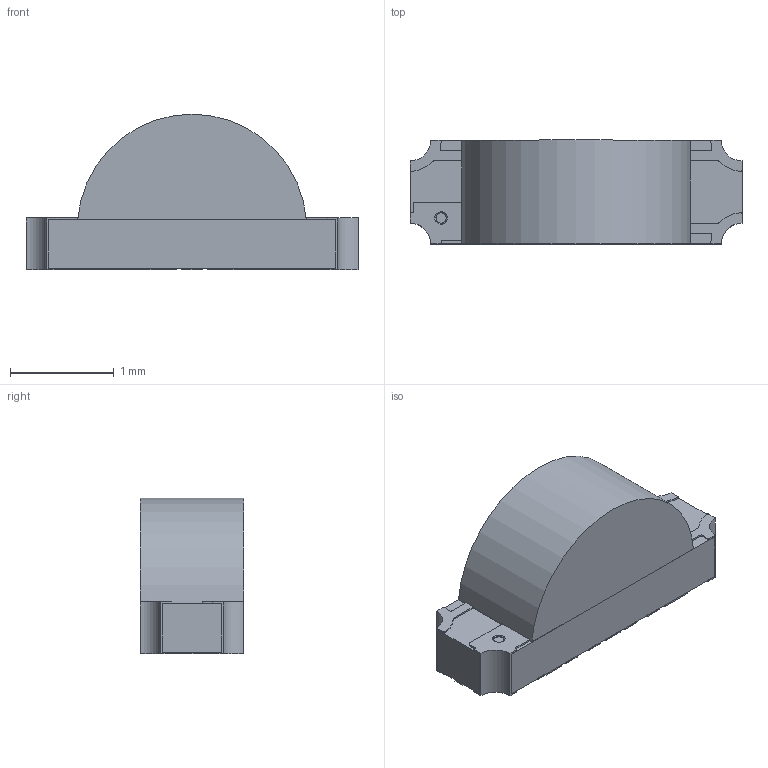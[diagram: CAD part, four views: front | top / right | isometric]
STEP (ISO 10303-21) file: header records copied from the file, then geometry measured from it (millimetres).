
FILE_DESCRIPTION(/* description */ ('Unknown'),/* implementation_level */ '2;1');
FILE_NAME(/* name */ '155316M173200',/* time_stamp */ '2016-02-11T08:44:43+01:00',/* author */ ('Unknown'),/* organization */ ('Unknown'),/* preprocessor_version */ 'ST-DEVELOPER v16.7',/* originating_system */ 'DEX',/* authorisation */ $);
FILE_SCHEMA (('AUTOMOTIVE_DESIGN {1 0 10303 214 3 1 1}'));
Length unit declared in the file: millimetre
Products named in the file (4): 155316M173200; housing; contacts; cap
Assembly tree (3 placements, depth 2):
  155316M173200
    housing
    contacts
    cap
Bounding box: 3.2 x 1 x 1.5 mm (x, y, z)
Volume: 3.2 mm3; surface area: 25.4 mm2
Topology: 9 solids, 9 shells, 256 faces, 713 edges, 475 vertices
Faces by surface type: plane 158, cylinder 97, cone 1
Full cylindrical faces by diameter (mm): 0.1 x1
Entity records: 8361 total; most frequent: CARTESIAN_POINT 1446, DIRECTION 1434, ORIENTED_EDGE 1422, EDGE_CURVE 711, LINE 508, VECTOR 508, VERTEX_POINT 475, AXIS2_PLACEMENT_3D 463
